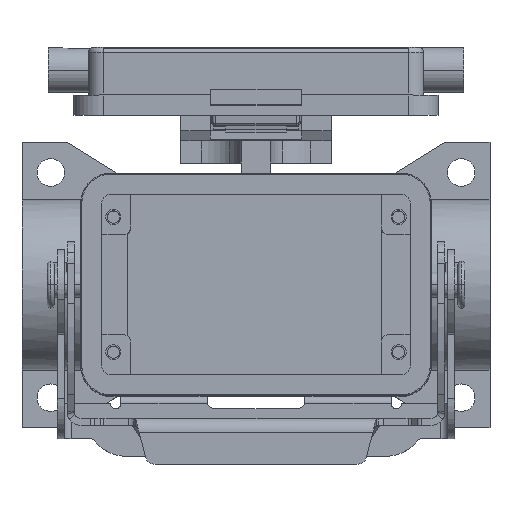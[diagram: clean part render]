
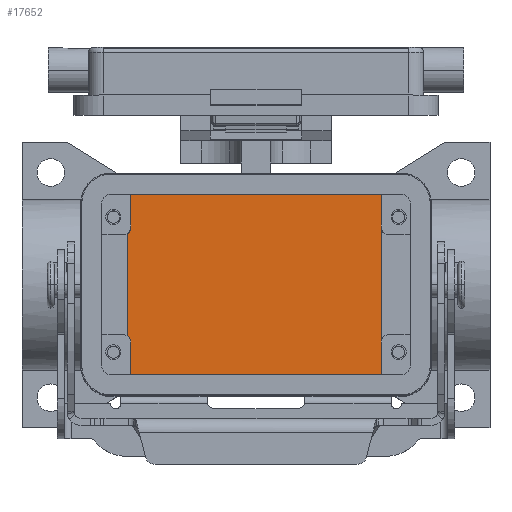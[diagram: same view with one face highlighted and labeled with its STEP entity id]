
A CAD part, top view. The second image highlights one B-rep face of the part: STEP entity #17652.
In plain terms, the highlighted planar face has unit normal (0, 0, 1).
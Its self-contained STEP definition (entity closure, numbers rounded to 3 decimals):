
#17579=CARTESIAN_POINT('',(0.,0.,-62.0));
#17580=DIRECTION('',(0.0,0.0,1.0));
#17581=DIRECTION('',(1.0,0.0,0.0));
#17582=AXIS2_PLACEMENT_3D('',#17579,#17580,#17581);
#17583=PLANE('',#17582);
#17584=CARTESIAN_POINT('',(-25.75,10.201,-62.0));
#17585=VERTEX_POINT('',#17584);
#17586=CARTESIAN_POINT('',(-25.75,-10.201,-62.0));
#17587=VERTEX_POINT('',#17586);
#17588=CARTESIAN_POINT('',(-25.75,10.201,-62.0));
#17589=DIRECTION('',(0.0,-1.0,0.0));
#17590=VECTOR('',#17589,20.402);
#17591=LINE('',#17588,#17590);
#17592=EDGE_CURVE('',#17585,#17587,#17591,.T.);
#17593=ORIENTED_EDGE('',*,*,#17592,.T.);
#17594=CARTESIAN_POINT('',(-25.0,-11.5,-62.));
#17595=VERTEX_POINT('',#17594);
#17596=CARTESIAN_POINT('',(-26.5,-11.5,-62.0));
#17597=DIRECTION('',(0.0,0.0,-1.0));
#17598=DIRECTION('',(-1.0,0.0,0.0));
#17599=AXIS2_PLACEMENT_3D('',#17596,#17597,#17598);
#17600=CIRCLE('',#17599,1.5);
#17601=EDGE_CURVE('',#17587,#17595,#17600,.T.);
#17602=ORIENTED_EDGE('',*,*,#17601,.T.);
#17603=CARTESIAN_POINT('',(-25.0,-18.25,-62.));
#17604=VERTEX_POINT('',#17603);
#17605=CARTESIAN_POINT('',(-25.0,-11.5,-62.));
#17606=DIRECTION('',(0.0,-1.0,0.0));
#17607=VECTOR('',#17606,6.75);
#17608=LINE('',#17605,#17607);
#17609=EDGE_CURVE('',#17595,#17604,#17608,.T.);
#17610=ORIENTED_EDGE('',*,*,#17609,.T.);
#17611=CARTESIAN_POINT('',(25.0,-18.25,-62.));
#17612=VERTEX_POINT('',#17611);
#17613=CARTESIAN_POINT('',(-25.0,-18.25,-62.));
#17614=DIRECTION('',(1.0,0.0,0.0));
#17615=VECTOR('',#17614,50.0);
#17616=LINE('',#17613,#17615);
#17617=EDGE_CURVE('',#17604,#17612,#17616,.T.);
#17618=ORIENTED_EDGE('',*,*,#17617,.T.);
#17619=CARTESIAN_POINT('',(25.,18.25,-62.));
#17620=VERTEX_POINT('',#17619);
#17621=CARTESIAN_POINT('',(25.0,-18.25,-62.));
#17622=DIRECTION('',(0.0,1.0,0.0));
#17623=VECTOR('',#17622,36.5);
#17624=LINE('',#17621,#17623);
#17625=EDGE_CURVE('',#17612,#17620,#17624,.T.);
#17626=ORIENTED_EDGE('',*,*,#17625,.T.);
#17627=CARTESIAN_POINT('',(-25.0,18.25,-62.));
#17628=VERTEX_POINT('',#17627);
#17629=CARTESIAN_POINT('',(25.,18.25,-62.));
#17630=DIRECTION('',(-1.0,0.0,0.0));
#17631=VECTOR('',#17630,50.);
#17632=LINE('',#17629,#17631);
#17633=EDGE_CURVE('',#17620,#17628,#17632,.T.);
#17634=ORIENTED_EDGE('',*,*,#17633,.T.);
#17635=CARTESIAN_POINT('',(-25.,11.5,-62.));
#17636=VERTEX_POINT('',#17635);
#17637=CARTESIAN_POINT('',(-25.0,18.25,-62.));
#17638=DIRECTION('',(0.0,-1.0,0.0));
#17639=VECTOR('',#17638,6.75);
#17640=LINE('',#17637,#17639);
#17641=EDGE_CURVE('',#17628,#17636,#17640,.T.);
#17642=ORIENTED_EDGE('',*,*,#17641,.T.);
#17643=CARTESIAN_POINT('',(-26.5,11.5,-62.0));
#17644=DIRECTION('',(0.0,0.0,-1.0));
#17645=DIRECTION('',(0.0,-1.0,0.0));
#17646=AXIS2_PLACEMENT_3D('',#17643,#17644,#17645);
#17647=CIRCLE('',#17646,1.5);
#17648=EDGE_CURVE('',#17636,#17585,#17647,.T.);
#17649=ORIENTED_EDGE('',*,*,#17648,.T.);
#17650=EDGE_LOOP('',(#17593,#17602,#17610,#17618,#17626,#17634,#17642,#17649));
#17651=FACE_OUTER_BOUND('',#17650,.T.);
#17652=ADVANCED_FACE('',(#17651),#17583,.T.);
